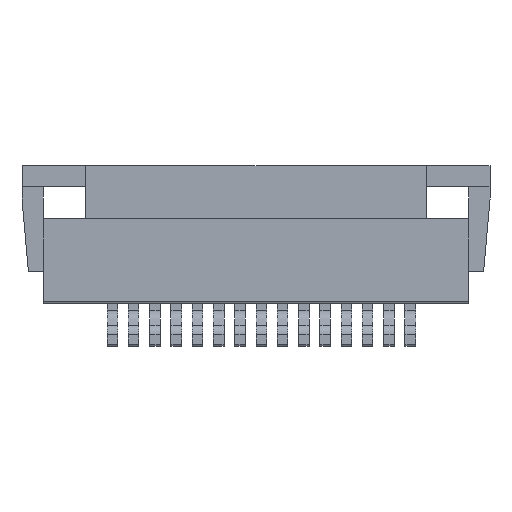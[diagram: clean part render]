
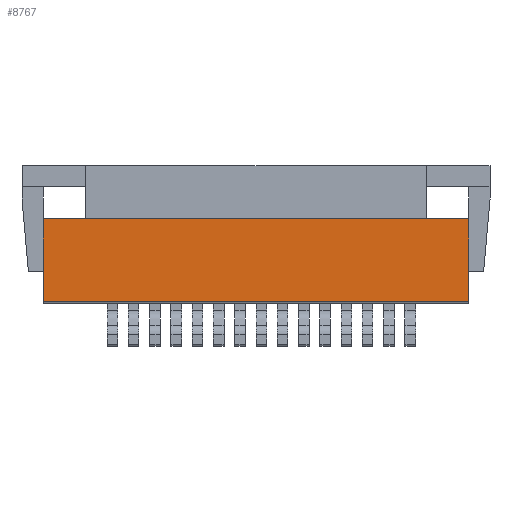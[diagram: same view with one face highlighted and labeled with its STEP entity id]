
A CAD part, front view. The second image highlights one B-rep face of the part: STEP entity #8767.
In plain terms, the highlighted planar face has unit normal (0, -1, 0).
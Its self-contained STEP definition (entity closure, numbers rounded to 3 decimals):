
#81 = LINE ( 'NONE', #2740, #9331 ) ;
#360 = EDGE_LOOP ( 'NONE', ( #5510, #5564, #570, #2017 ) ) ;
#553 = CARTESIAN_POINT ( 'NONE',  ( -10., -1.25, 4. ) ) ;
#570 = ORIENTED_EDGE ( 'NONE', *, *, #12280, .F. ) ;
#659 = EDGE_CURVE ( 'NONE', #8780, #10491, #6752, .T. ) ;
#940 = LINE ( 'NONE', #5012, #4386 ) ;
#1038 = AXIS2_PLACEMENT_3D ( 'NONE', #553, #9270, #9434 ) ;
#2017 = ORIENTED_EDGE ( 'NONE', *, *, #3904, .F. ) ;
#2740 = CARTESIAN_POINT ( 'NONE',  ( -10., -1.25, 4. ) ) ;
#3536 = CARTESIAN_POINT ( 'NONE',  ( 10., -1.25, 0.1 ) ) ;
#3845 = VERTEX_POINT ( 'NONE', #3536 ) ;
#3904 = EDGE_CURVE ( 'NONE', #8780, #3973, #81, .T. ) ;
#3973 = VERTEX_POINT ( 'NONE', #8609 ) ;
#4328 = PLANE ( 'NONE',  #1038 ) ;
#4386 = VECTOR ( 'NONE', #8999, 1000. ) ;
#4559 = CARTESIAN_POINT ( 'NONE',  ( -10., -1.25, 0.1 ) ) ;
#4847 = EDGE_CURVE ( 'NONE', #10491, #3845, #8212, .T. ) ;
#5012 = CARTESIAN_POINT ( 'NONE',  ( 10., -1.25, 4. ) ) ;
#5510 = ORIENTED_EDGE ( 'NONE', *, *, #659, .T. ) ;
#5564 = ORIENTED_EDGE ( 'NONE', *, *, #4847, .T. ) ;
#5637 = VECTOR ( 'NONE', #9982, 1000. ) ;
#6653 = DIRECTION ( 'NONE',  ( 0., 0., -1. ) ) ;
#6752 = LINE ( 'NONE', #7563, #9504 ) ;
#7150 = FACE_OUTER_BOUND ( 'NONE', #360, .T. ) ;
#7563 = CARTESIAN_POINT ( 'NONE',  ( -10., -1.25, 4. ) ) ;
#8212 = LINE ( 'NONE', #9888, #5637 ) ;
#8609 = CARTESIAN_POINT ( 'NONE',  ( 10., -1.25, 4. ) ) ;
#8767 = ADVANCED_FACE ( 'NONE', ( #7150 ), #4328, .F. ) ;
#8780 = VERTEX_POINT ( 'NONE', #9353 ) ;
#8999 = DIRECTION ( 'NONE',  ( 0., 0., -1. ) ) ;
#9270 = DIRECTION ( 'NONE',  ( 0., 1., 0. ) ) ;
#9331 = VECTOR ( 'NONE', #10507, 1000. ) ;
#9353 = CARTESIAN_POINT ( 'NONE',  ( -10., -1.25, 4. ) ) ;
#9434 = DIRECTION ( 'NONE',  ( 0., 0., 1. ) ) ;
#9504 = VECTOR ( 'NONE', #6653, 1000. ) ;
#9888 = CARTESIAN_POINT ( 'NONE',  ( -10., -1.25, 0.1 ) ) ;
#9982 = DIRECTION ( 'NONE',  ( 1., 0., 0. ) ) ;
#10491 = VERTEX_POINT ( 'NONE', #4559 ) ;
#10507 = DIRECTION ( 'NONE',  ( 1., 0., 0. ) ) ;
#12280 = EDGE_CURVE ( 'NONE', #3973, #3845, #940, .T. ) ;
